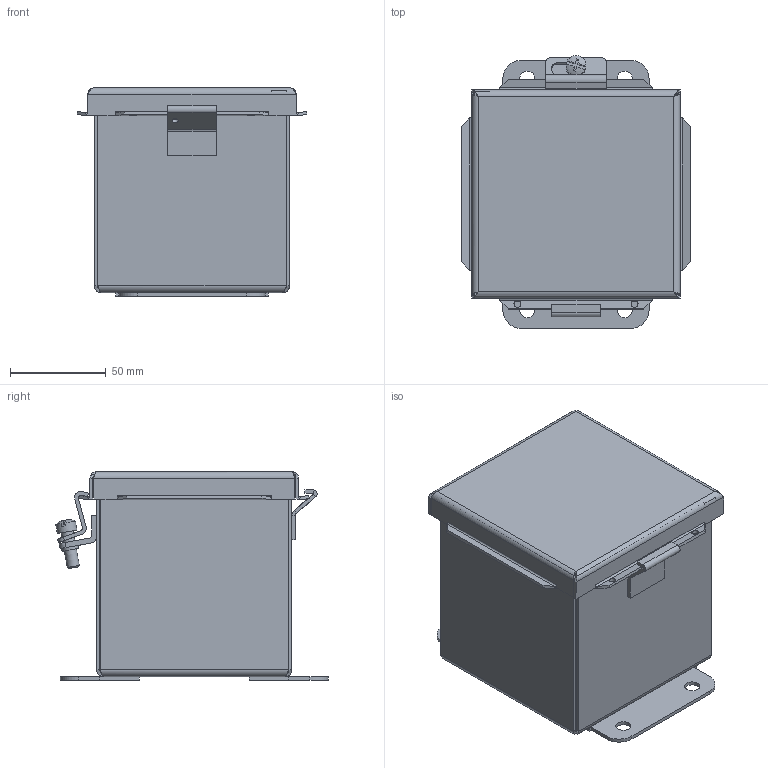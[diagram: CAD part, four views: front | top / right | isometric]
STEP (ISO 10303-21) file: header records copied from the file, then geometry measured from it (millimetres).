
FILE_DESCRIPTION(/* description */ ('JIC,CS,CLAMP COVER,4X4X4'),/* implementation_level */ '2;1');
FILE_NAME(/* name */ 'B040404.stp',/* time_stamp */ '2021-10-23T15:25:30-05:00',/* author */ ('dnichola'),/* organization */ (''),/* preprocessor_version */ 'ST-DEVELOPER v18',/* originating_system */ 'Autodesk Inventor 2020',/* authorisation */ '');
FILE_SCHEMA (('AUTOMOTIVE_DESIGN { 1 0 10303 214 3 1 1 }'));
Length unit declared in the file: inch
Products named in the file (10): B040404; 3481; C1001; H4050550; C1002; 372134; B_040404_BKP; 316159; 38811; B_0404_LID
Assembly tree (11 placements, depth 2):
  B040404
    3481  x2
    C1001
    H4050550
    C1002
    372134
    B_040404_BKP
    316159  x2
    38811
    B_0404_LID
Bounding box: 119.82 x 142.06 x 108.81 mm (x, y, z)
Volume: 151439.1 mm3; surface area: 179164.7 mm2
Topology: 11 solids, 11 shells, 322 faces, 758 edges, 461 vertices
Faces by surface type: plane 215, cylinder 65, bspline 36, sphere 2, cone 2, torus 2
Full cylindrical faces by diameter (mm): 3.175 x1, 3.556 x2, 4.826 x1, 4.978 x1, 6.35 x2, 7.874 x4, 8.738 x1, 10.402 x1
Entity records: 9627 total; most frequent: CARTESIAN_POINT 2443, ORIENTED_EDGE 1384, DIRECTION 1289, EDGE_CURVE 692, LINE 515, VECTOR 515, VERTEX_POINT 417, AXIS2_PLACEMENT_3D 387
